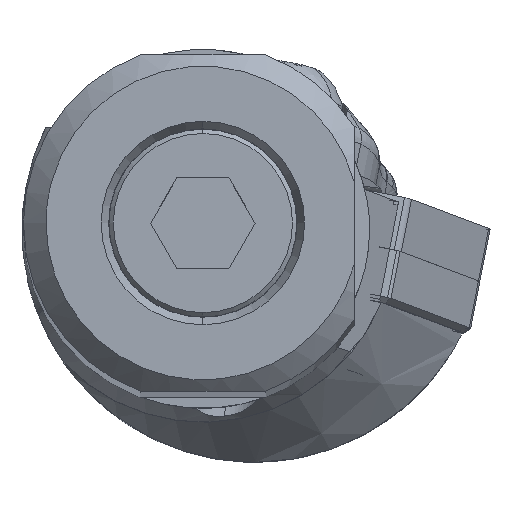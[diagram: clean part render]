
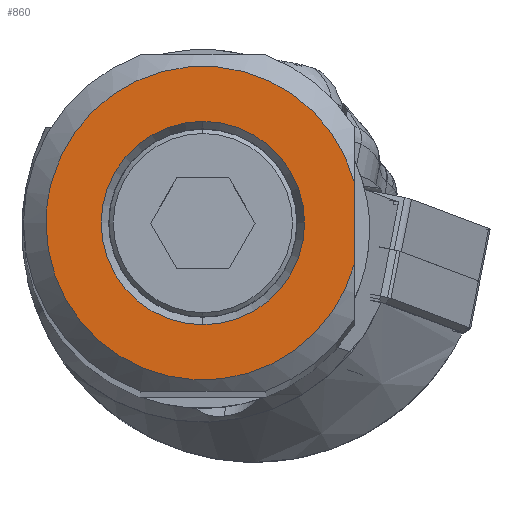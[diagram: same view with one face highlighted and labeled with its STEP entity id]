
A CAD part, top view. The second image highlights one B-rep face of the part: STEP entity #860.
In plain terms, the highlighted planar face has unit normal (0, 0, 1).
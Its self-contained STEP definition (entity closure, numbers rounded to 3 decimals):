
#860=ADVANCED_FACE('',(#1249,#1250),#1159,.T.);
#1159=PLANE('',#5869);
#1249=FACE_BOUND('',#1287,.T.);
#1250=FACE_BOUND('',#1288,.T.);
#1287=EDGE_LOOP('',(#1660,#1661,#1662,#1663));
#1288=EDGE_LOOP('',(#1664,#1665));
#1660=ORIENTED_EDGE('',*,*,#3985,.F.);
#1661=ORIENTED_EDGE('',*,*,#3986,.F.);
#1662=ORIENTED_EDGE('',*,*,#3987,.F.);
#1663=ORIENTED_EDGE('',*,*,#3988,.T.);
#1664=ORIENTED_EDGE('',*,*,#3989,.F.);
#1665=ORIENTED_EDGE('',*,*,#3990,.F.);
#3388=VERTEX_POINT('',#8025);
#3389=VERTEX_POINT('',#8026);
#3390=VERTEX_POINT('',#8028);
#3391=VERTEX_POINT('',#8030);
#3392=VERTEX_POINT('',#8033);
#3393=VERTEX_POINT('',#8034);
#3985=EDGE_CURVE('',#3388,#3389,#4860,.T.);
#3986=EDGE_CURVE('',#3390,#3388,#4861,.T.);
#3987=EDGE_CURVE('',#3391,#3390,#4862,.T.);
#3988=EDGE_CURVE('',#3391,#3389,#5218,.T.);
#3989=EDGE_CURVE('',#3392,#3393,#4863,.T.);
#3990=EDGE_CURVE('',#3393,#3392,#4864,.T.);
#4860=CIRCLE('',#5864,13.875);
#4861=CIRCLE('',#5865,13.875);
#4862=CIRCLE('',#5866,13.875);
#4863=CIRCLE('',#5867,9.);
#4864=CIRCLE('',#5868,9.);
#5218=LINE('',#8031,#5503);
#5503=VECTOR('',#6545,1.);
#5864=AXIS2_PLACEMENT_3D('',#8024,#6539,#6540);
#5865=AXIS2_PLACEMENT_3D('',#8027,#6541,#6542);
#5866=AXIS2_PLACEMENT_3D('',#8029,#6543,#6544);
#5867=AXIS2_PLACEMENT_3D('',#8032,#6546,#6547);
#5868=AXIS2_PLACEMENT_3D('',#8035,#6548,#6549);
#5869=AXIS2_PLACEMENT_3D('',#8036,#6550,#6551);
#6539=DIRECTION('',(0.,0.,-1.));
#6540=DIRECTION('',(-0.964,0.266,0.));
#6541=DIRECTION('',(0.,0.,-1.));
#6542=DIRECTION('',(-1.,0.,0.));
#6543=DIRECTION('',(0.,0.,-1.));
#6544=DIRECTION('',(0.964,-0.266,0.));
#6545=DIRECTION('',(0.,1.,0.));
#6546=DIRECTION('',(0.,0.,1.));
#6547=DIRECTION('',(0.,1.,0.));
#6548=DIRECTION('',(0.,0.,1.));
#6549=DIRECTION('',(0.,-1.,0.));
#6550=DIRECTION('',(0.,0.,1.));
#6551=DIRECTION('',(-1.,0.,0.));
#8024=CARTESIAN_POINT('',(0.,0.,0.));
#8025=CARTESIAN_POINT('',(-13.375,3.691,0.));
#8026=CARTESIAN_POINT('',(13.375,3.691,0.));
#8027=CARTESIAN_POINT('',(0.,0.,0.));
#8028=CARTESIAN_POINT('',(-13.875,0.,0.));
#8029=CARTESIAN_POINT('',(0.,0.,0.));
#8030=CARTESIAN_POINT('',(13.375,-3.691,0.));
#8031=CARTESIAN_POINT('',(13.375,-3.691,0.));
#8032=CARTESIAN_POINT('',(0.,0.,0.));
#8033=CARTESIAN_POINT('',(0.,9.,0.));
#8034=CARTESIAN_POINT('',(0.,-9.,0.));
#8035=CARTESIAN_POINT('',(0.,0.,0.));
#8036=CARTESIAN_POINT('',(-0.25,-0.001,0.));
